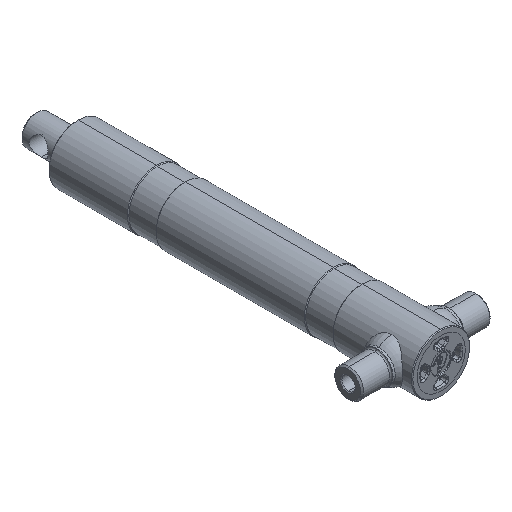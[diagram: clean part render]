
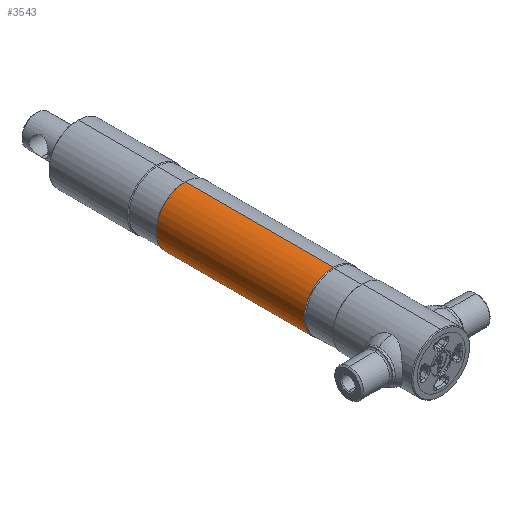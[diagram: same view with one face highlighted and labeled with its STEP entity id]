
A CAD part, isometric view. The second image highlights one B-rep face of the part: STEP entity #3543.
In plain terms, the highlighted cylindrical face has radius 40.4 mm (diameter 80.8 mm), a partial arc.
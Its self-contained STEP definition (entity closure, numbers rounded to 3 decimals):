
#53 = EDGE_CURVE ( 'NONE', #7365, #4236, #8170, .T. ) ;
#308 = CARTESIAN_POINT ( 'NONE',  ( 0., 305.389, 0. ) ) ;
#353 = CYLINDRICAL_SURFACE ( 'NONE', #2319, 40.4 ) ;
#379 = CARTESIAN_POINT ( 'NONE',  ( 0., 305.389, -40.4 ) ) ;
#440 = FACE_OUTER_BOUND ( 'NONE', #3792, .T. ) ;
#949 = CARTESIAN_POINT ( 'NONE',  ( 0., 356., -40.4 ) ) ;
#1202 = CARTESIAN_POINT ( 'NONE',  ( 0., 150., 0. ) ) ;
#1683 = VERTEX_POINT ( 'NONE', #2493 ) ;
#1850 = DIRECTION ( 'NONE',  ( 0., 0., 1. ) ) ;
#2268 = ORIENTED_EDGE ( 'NONE', *, *, #53, .F. ) ;
#2319 = AXIS2_PLACEMENT_3D ( 'NONE', #308, #7621, #4979 ) ;
#2349 = EDGE_CURVE ( 'NONE', #7365, #5146, #5343, .T. ) ;
#2493 = CARTESIAN_POINT ( 'NONE',  ( 0., 356., 40.4 ) ) ;
#2538 = DIRECTION ( 'NONE',  ( 0., 1., 0. ) ) ;
#3543 = ADVANCED_FACE ( 'NONE', ( #440 ), #353, .T. ) ;
#3782 = DIRECTION ( 'NONE',  ( 0., 1., 0. ) ) ;
#3792 = EDGE_LOOP ( 'NONE', ( #2268, #5109, #6322, #4170 ) ) ;
#4170 = ORIENTED_EDGE ( 'NONE', *, *, #8538, .F. ) ;
#4236 = VERTEX_POINT ( 'NONE', #949 ) ;
#4524 = CARTESIAN_POINT ( 'NONE',  ( 0., 305.389, 40.4 ) ) ;
#4979 = DIRECTION ( 'NONE',  ( 0., 0., 1. ) ) ;
#5109 = ORIENTED_EDGE ( 'NONE', *, *, #2349, .T. ) ;
#5146 = VERTEX_POINT ( 'NONE', #6432 ) ;
#5199 = LINE ( 'NONE', #4524, #5200 ) ;
#5200 = VECTOR ( 'NONE', #2538, 1000. ) ;
#5311 = CIRCLE ( 'NONE', #5801, 40.4 ) ;
#5343 = CIRCLE ( 'NONE', #7184, 40.4 ) ;
#5801 = AXIS2_PLACEMENT_3D ( 'NONE', #7778, #3782, #8431 ) ;
#5880 = DIRECTION ( 'NONE',  ( 0., 1., 0. ) ) ;
#6322 = ORIENTED_EDGE ( 'NONE', *, *, #8583, .T. ) ;
#6432 = CARTESIAN_POINT ( 'NONE',  ( 0., 150., 40.4 ) ) ;
#7041 = DIRECTION ( 'NONE',  ( 0., 1., 0. ) ) ;
#7184 = AXIS2_PLACEMENT_3D ( 'NONE', #1202, #5880, #1850 ) ;
#7365 = VERTEX_POINT ( 'NONE', #8563 ) ;
#7621 = DIRECTION ( 'NONE',  ( 0., 1., 0. ) ) ;
#7656 = VECTOR ( 'NONE', #7041, 1000. ) ;
#7778 = CARTESIAN_POINT ( 'NONE',  ( 0., 356., 0. ) ) ;
#8170 = LINE ( 'NONE', #379, #7656 ) ;
#8431 = DIRECTION ( 'NONE',  ( 0., 0., 1. ) ) ;
#8538 = EDGE_CURVE ( 'NONE', #4236, #1683, #5311, .T. ) ;
#8563 = CARTESIAN_POINT ( 'NONE',  ( 0., 150., -40.4 ) ) ;
#8583 = EDGE_CURVE ( 'NONE', #5146, #1683, #5199, .T. ) ;
